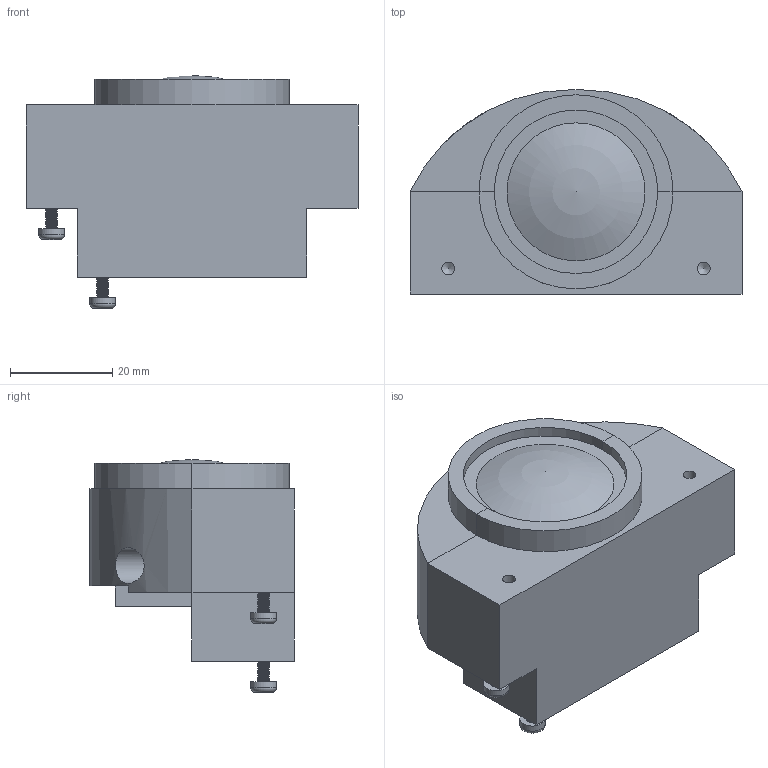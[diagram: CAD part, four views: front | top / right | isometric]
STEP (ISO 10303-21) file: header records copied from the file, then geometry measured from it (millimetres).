
FILE_DESCRIPTION(/* description */ (''),/* implementation_level */ '2;1');
FILE_NAME(/* name */ 'StaticSensorMount.step',/* time_stamp */ '2023-07-15T18:11:27+01:00',/* author */ (''),/* organization */ (''),/* preprocessor_version */ 'ST-DEVELOPER v19.2',/* originating_system */ 'Autodesk Translation Framework v12.6.0.85',/* authorisation */ '');
FILE_SCHEMA (('AUTOMOTIVE_DESIGN { 1 0 10303 214 3 1 1 }'));
Length unit declared in the file: millimetre
Products named in the file (4): StaticSensorMount (1); pimoroni-super-wide-angle-lens; WideAngleLens; 92492A657
Assembly tree (4 placements, depth 3):
  StaticSensorMount (1)
    pimoroni-super-wide-angle-lens
      WideAngleLens
    92492A657  x2
Bounding box: 65 x 40 x 45.6 mm (x, y, z)
Volume: 54961.5 mm3; surface area: 21064.5 mm2
Topology: 6 solids, 6 shells, 217 faces, 586 edges, 388 vertices
Faces by surface type: plane 103, cylinder 88, cone 19, bspline 4, torus 2, sphere 1
Full cylindrical faces by diameter (mm): 1.919 x26, 2.5 x24, 2.529 x8, 3.4 x2, 5 x2, 7 x2, 16 x1, 24 x1, 32 x1, 35 x1
Entity records: 7071 total; most frequent: CARTESIAN_POINT 3092, ORIENTED_EDGE 830, DIRECTION 758, EDGE_CURVE 415, VERTEX_POINT 280, LINE 272, VECTOR 272, AXIS2_PLACEMENT_3D 243
